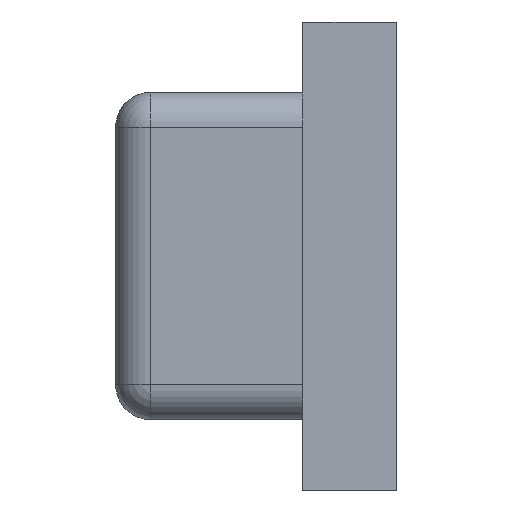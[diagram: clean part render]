
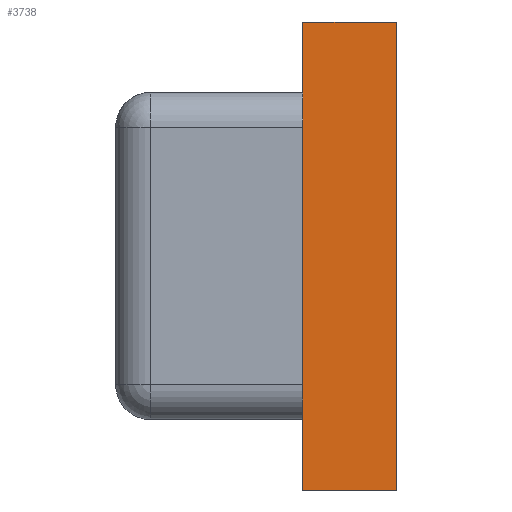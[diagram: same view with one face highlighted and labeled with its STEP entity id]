
A CAD part, left-side view. The second image highlights one B-rep face of the part: STEP entity #3738.
In plain terms, the highlighted planar face has unit normal (-1, 0, 0).
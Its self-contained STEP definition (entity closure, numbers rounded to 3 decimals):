
#10 = CARTESIAN_POINT ( 'NONE',  ( -2.25, 0.4, 1. ) ) ;
#90 = VERTEX_POINT ( 'NONE', #1649 ) ;
#358 = CARTESIAN_POINT ( 'NONE',  ( -2.25, 0.4, 1. ) ) ;
#472 = EDGE_CURVE ( 'NONE', #4239, #3067, #3967, .T. ) ;
#768 = DIRECTION ( 'NONE',  ( 0., 0., 1. ) ) ;
#827 = ORIENTED_EDGE ( 'NONE', *, *, #1953, .T. ) ;
#830 = CARTESIAN_POINT ( 'NONE',  ( -2.25, 0., -1. ) ) ;
#886 = VERTEX_POINT ( 'NONE', #830 ) ;
#932 = DIRECTION ( 'NONE',  ( 0., 0., -1. ) ) ;
#1007 = VECTOR ( 'NONE', #1583, 1000. ) ;
#1185 = FACE_OUTER_BOUND ( 'NONE', #5494, .T. ) ;
#1434 = ORIENTED_EDGE ( 'NONE', *, *, #472, .F. ) ;
#1583 = DIRECTION ( 'NONE',  ( 0., -1., 0. ) ) ;
#1649 = CARTESIAN_POINT ( 'NONE',  ( -2.25, 0.4, -1. ) ) ;
#1737 = AXIS2_PLACEMENT_3D ( 'NONE', #10, #5729, #932 ) ;
#1765 = ORIENTED_EDGE ( 'NONE', *, *, #4214, .T. ) ;
#1841 = ORIENTED_EDGE ( 'NONE', *, *, #2328, .F. ) ;
#1845 = VECTOR ( 'NONE', #3530, 1000. ) ;
#1865 = CARTESIAN_POINT ( 'NONE',  ( -2.25, 0., 1. ) ) ;
#1953 = EDGE_CURVE ( 'NONE', #90, #886, #3996, .T. ) ;
#2167 = LINE ( 'NONE', #3541, #5627 ) ;
#2328 = EDGE_CURVE ( 'NONE', #90, #4239, #2167, .T. ) ;
#2867 = PLANE ( 'NONE',  #1737 ) ;
#3067 = VERTEX_POINT ( 'NONE', #1865 ) ;
#3095 = CARTESIAN_POINT ( 'NONE',  ( -2.25, 0., 1. ) ) ;
#3115 = LINE ( 'NONE', #3095, #3727 ) ;
#3228 = CARTESIAN_POINT ( 'NONE',  ( -2.25, 0.4, -1. ) ) ;
#3462 = CARTESIAN_POINT ( 'NONE',  ( -2.25, 0.4, 1. ) ) ;
#3530 = DIRECTION ( 'NONE',  ( 0., -1., 0. ) ) ;
#3541 = CARTESIAN_POINT ( 'NONE',  ( -2.25, 0.4, 1. ) ) ;
#3727 = VECTOR ( 'NONE', #768, 1000. ) ;
#3738 = ADVANCED_FACE ( 'NONE', ( #1185 ), #2867, .F. ) ;
#3967 = LINE ( 'NONE', #358, #1845 ) ;
#3996 = LINE ( 'NONE', #3228, #1007 ) ;
#4214 = EDGE_CURVE ( 'NONE', #886, #3067, #3115, .T. ) ;
#4239 = VERTEX_POINT ( 'NONE', #3462 ) ;
#4844 = DIRECTION ( 'NONE',  ( 0., 0., 1. ) ) ;
#5494 = EDGE_LOOP ( 'NONE', ( #1765, #1434, #1841, #827 ) ) ;
#5627 = VECTOR ( 'NONE', #4844, 1000. ) ;
#5729 = DIRECTION ( 'NONE',  ( 1., 0., 0. ) ) ;
